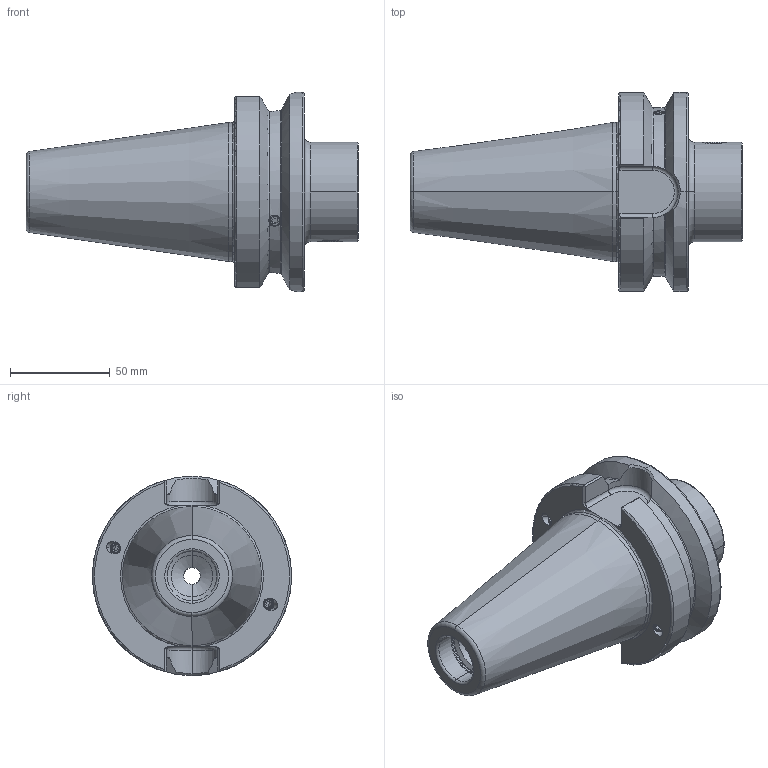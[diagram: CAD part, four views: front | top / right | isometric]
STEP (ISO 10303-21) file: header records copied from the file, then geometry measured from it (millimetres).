
FILE_DESCRIPTION (( 'STEP AP214' ), '1' );
FILE_NAME ('BB5-WH5.K01.065.STEP', '2016-05-23T12:13:49', ( 'SWIAdmin' ), ( 'Hewlett-Packard Company' ), 'SwSTEP 2.0', 'SolidWorks 2015', '' );
FILE_SCHEMA (( 'AUTOMOTIVE_DESIGN' ));
Length unit declared in the file: millimetre
Products named in the file (4): WH5-ER1.001.017; ISO 4026 - M6 x 5_PreviewCfg; BB5-WH5.K01.065_B; BB5-WH5.K01.065
Assembly tree (7 placements, depth 2):
  BB5-WH5.K01.065
    BB5-WH5.K01.065_B
    WH5-ER1.001.017  x2
    ISO 4026 - M6 x 5_PreviewCfg  x4
Bounding box: 166.8 x 100 x 100 mm (x, y, z)
Volume: 500366.7 mm3; surface area: 61341.8 mm2
Topology: 7 solids, 7 shells, 240 faces, 563 edges, 337 vertices
Faces by surface type: plane 84, cylinder 65, cone 50, torus 35, bspline 6
Entity records: 6527 total; most frequent: CARTESIAN_POINT 2389, ORIENTED_EDGE 806, DIRECTION 791, EDGE_CURVE 403, AXIS2_PLACEMENT_3D 320, VERTEX_POINT 242, EDGE_LOOP 181, FACE_OUTER_BOUND 167
